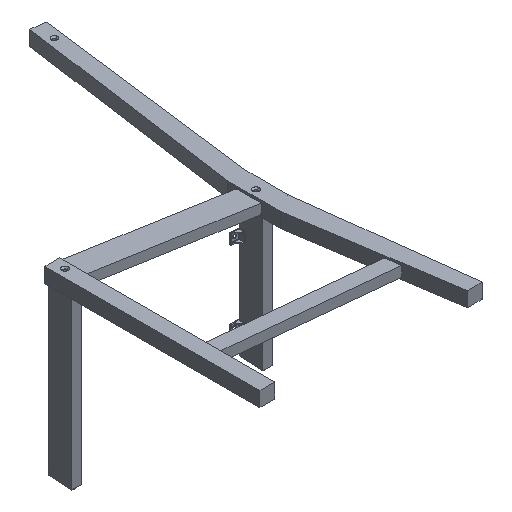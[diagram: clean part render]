
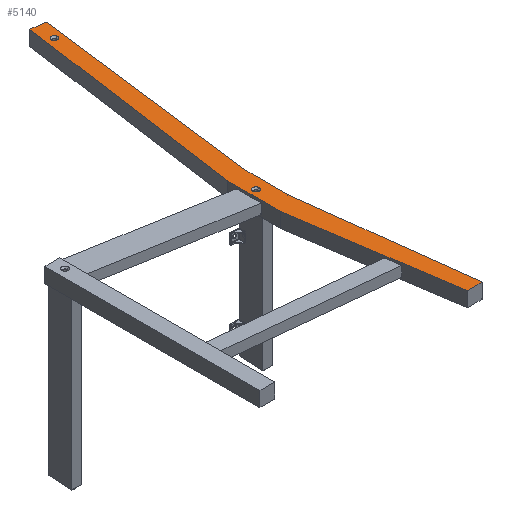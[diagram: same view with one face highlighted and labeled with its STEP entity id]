
A CAD part, isometric view. The second image highlights one B-rep face of the part: STEP entity #5140.
In plain terms, the highlighted planar face has unit normal (0, 0, 1).
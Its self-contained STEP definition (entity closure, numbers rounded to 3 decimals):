
#21 = CARTESIAN_POINT ( 'NONE',  ( 391.534, 435., -20. ) ) ;
#143 = EDGE_CURVE ( 'NONE', #1880, #5157, #2574, .T. ) ;
#236 = VERTEX_POINT ( 'NONE', #1573 ) ;
#329 = DIRECTION ( 'NONE',  ( 0., 0., 1. ) ) ;
#369 = VERTEX_POINT ( 'NONE', #1141 ) ;
#409 = VECTOR ( 'NONE', #5228, 1000. ) ;
#440 = CARTESIAN_POINT ( 'NONE',  ( 449.674, 896.399, -20. ) ) ;
#481 = CARTESIAN_POINT ( 'NONE',  ( 354.534, 435., -20. ) ) ;
#566 = ORIENTED_EDGE ( 'NONE', *, *, #1752, .F. ) ;
#714 = CARTESIAN_POINT ( 'NONE',  ( 391.534, 435., -20. ) ) ;
#894 = ORIENTED_EDGE ( 'NONE', *, *, #1282, .F. ) ;
#908 = ORIENTED_EDGE ( 'NONE', *, *, #1771, .F. ) ;
#965 = VECTOR ( 'NONE', #4446, 1000. ) ;
#970 = CARTESIAN_POINT ( 'NONE',  ( 402.39, 0., -20. ) ) ;
#987 = CARTESIAN_POINT ( 'NONE',  ( 368.205, 391.455, -20. ) ) ;
#996 = EDGE_CURVE ( 'NONE', #3213, #2299, #3444, .T. ) ;
#1005 = VERTEX_POINT ( 'NONE', #714 ) ;
#1016 = DIRECTION ( 'NONE',  ( 0.122, -0.993, 0. ) ) ;
#1024 = DIRECTION ( 'NONE',  ( 0., 0., 1. ) ) ;
#1054 = ORIENTED_EDGE ( 'NONE', *, *, #3782, .F. ) ;
#1083 = AXIS2_PLACEMENT_3D ( 'NONE', #987, #2791, #2827 ) ;
#1107 = EDGE_LOOP ( 'NONE', ( #2590, #1054 ) ) ;
#1135 = ORIENTED_EDGE ( 'NONE', *, *, #1895, .F. ) ;
#1141 = CARTESIAN_POINT ( 'NONE',  ( 419.966, 900.574, -20. ) ) ;
#1221 = DIRECTION ( 'NONE',  ( 1., 0., 0. ) ) ;
#1238 = CARTESIAN_POINT ( 'NONE',  ( 429.349, 860.216, -20. ) ) ;
#1269 = VERTEX_POINT ( 'NONE', #440 ) ;
#1279 = CARTESIAN_POINT ( 'NONE',  ( 419.966, 900.574, -20. ) ) ;
#1282 = EDGE_CURVE ( 'NONE', #1005, #1880, #2316, .T. ) ;
#1290 = CARTESIAN_POINT ( 'NONE',  ( 354.534, 328.013, -20. ) ) ;
#1345 = VERTEX_POINT ( 'NONE', #4047 ) ;
#1392 = LINE ( 'NONE', #21, #965 ) ;
#1421 = DIRECTION ( 'NONE',  ( -1., 0., 0. ) ) ;
#1445 = DIRECTION ( 'NONE',  ( 0., 0., -1. ) ) ;
#1493 = EDGE_CURVE ( 'NONE', #3983, #236, #3568, .T. ) ;
#1573 = CARTESIAN_POINT ( 'NONE',  ( 374.505, 391.455, -20. ) ) ;
#1612 = CARTESIAN_POINT ( 'NONE',  ( 354.534, 328.013, -20. ) ) ;
#1750 = CIRCLE ( 'NONE', #5781, 6.3 ) ;
#1752 = EDGE_CURVE ( 'NONE', #3186, #2134, #5597, .T. ) ;
#1771 = EDGE_CURVE ( 'NONE', #236, #3983, #1750, .T. ) ;
#1880 = VERTEX_POINT ( 'NONE', #3530 ) ;
#1893 = CARTESIAN_POINT ( 'NONE',  ( 450.245, 0., -20. ) ) ;
#1895 = EDGE_CURVE ( 'NONE', #1269, #1005, #1392, .T. ) ;
#1963 = CARTESIAN_POINT ( 'NONE',  ( 434.534, 0., -20. ) ) ;
#1985 = AXIS2_PLACEMENT_3D ( 'NONE', #1238, #2993, #1221 ) ;
#2071 = ORIENTED_EDGE ( 'NONE', *, *, #2505, .F. ) ;
#2078 = CARTESIAN_POINT ( 'NONE',  ( 435.649, 860.216, -20. ) ) ;
#2098 = DIRECTION ( 'NONE',  ( 0., 1., 0. ) ) ;
#2134 = VERTEX_POINT ( 'NONE', #481 ) ;
#2269 = CARTESIAN_POINT ( 'NONE',  ( 391.534, 452.989, -20. ) ) ;
#2299 = VERTEX_POINT ( 'NONE', #2413 ) ;
#2316 = LINE ( 'NONE', #2269, #3361 ) ;
#2413 = CARTESIAN_POINT ( 'NONE',  ( 423.049, 860.216, -20. ) ) ;
#2444 = DIRECTION ( 'NONE',  ( 1., 0., 0. ) ) ;
#2505 = EDGE_CURVE ( 'NONE', #369, #1269, #4178, .T. ) ;
#2560 = CARTESIAN_POINT ( 'NONE',  ( 368.205, 391.455, -20. ) ) ;
#2574 = LINE ( 'NONE', #1963, #5165 ) ;
#2587 = ORIENTED_EDGE ( 'NONE', *, *, #2760, .F. ) ;
#2590 = ORIENTED_EDGE ( 'NONE', *, *, #996, .F. ) ;
#2722 = ORIENTED_EDGE ( 'NONE', *, *, #143, .F. ) ;
#2760 = EDGE_CURVE ( 'NONE', #2134, #369, #4042, .T. ) ;
#2791 = DIRECTION ( 'NONE',  ( 0., 0., 1. ) ) ;
#2827 = DIRECTION ( 'NONE',  ( 1., 0., 0. ) ) ;
#2835 = LINE ( 'NONE', #1290, #3892 ) ;
#2841 = FACE_BOUND ( 'NONE', #4313, .T. ) ;
#2853 = CARTESIAN_POINT ( 'NONE',  ( 449.674, 896.399, -20. ) ) ;
#2947 = CARTESIAN_POINT ( 'NONE',  ( 361.905, 391.455, -20. ) ) ;
#2993 = DIRECTION ( 'NONE',  ( 0., 0., 1. ) ) ;
#3064 = EDGE_LOOP ( 'NONE', ( #4472, #2722, #894, #1135, #2071, #2587, #566, #4184 ) ) ;
#3186 = VERTEX_POINT ( 'NONE', #1612 ) ;
#3213 = VERTEX_POINT ( 'NONE', #2078 ) ;
#3261 = CIRCLE ( 'NONE', #5303, 6.3 ) ;
#3315 = CARTESIAN_POINT ( 'NONE',  ( 429.349, 860.216, -20. ) ) ;
#3361 = VECTOR ( 'NONE', #5375, 1000. ) ;
#3444 = CIRCLE ( 'NONE', #1985, 6.3 ) ;
#3530 = CARTESIAN_POINT ( 'NONE',  ( 391.534, 350.095, -20. ) ) ;
#3568 = CIRCLE ( 'NONE', #1083, 6.3 ) ;
#3586 = EDGE_CURVE ( 'NONE', #5157, #1345, #3604, .T. ) ;
#3604 = LINE ( 'NONE', #970, #4036 ) ;
#3711 = AXIS2_PLACEMENT_3D ( 'NONE', #1893, #1445, #5416 ) ;
#3782 = EDGE_CURVE ( 'NONE', #2299, #3213, #3261, .T. ) ;
#3828 = FACE_OUTER_BOUND ( 'NONE', #3064, .T. ) ;
#3892 = VECTOR ( 'NONE', #4419, 1000. ) ;
#3948 = CARTESIAN_POINT ( 'NONE',  ( 354.534, 452.989, -20. ) ) ;
#3983 = VERTEX_POINT ( 'NONE', #2947 ) ;
#4036 = VECTOR ( 'NONE', #1421, 1000. ) ;
#4042 = LINE ( 'NONE', #1279, #409 ) ;
#4047 = CARTESIAN_POINT ( 'NONE',  ( 404.534, 0., -20. ) ) ;
#4125 = PLANE ( 'NONE',  #3711 ) ;
#4178 = LINE ( 'NONE', #2853, #5096 ) ;
#4184 = ORIENTED_EDGE ( 'NONE', *, *, #5468, .F. ) ;
#4313 = EDGE_LOOP ( 'NONE', ( #908, #4888 ) ) ;
#4419 = DIRECTION ( 'NONE',  ( -0.151, 0.989, 0. ) ) ;
#4446 = DIRECTION ( 'NONE',  ( -0.125, -0.992, 0. ) ) ;
#4472 = ORIENTED_EDGE ( 'NONE', *, *, #3586, .F. ) ;
#4871 = FACE_BOUND ( 'NONE', #1107, .T. ) ;
#4888 = ORIENTED_EDGE ( 'NONE', *, *, #1493, .F. ) ;
#5096 = VECTOR ( 'NONE', #5472, 1000. ) ;
#5111 = VECTOR ( 'NONE', #2098, 1000. ) ;
#5140 = ADVANCED_FACE ( 'NONE', ( #2841, #4871, #3828 ), #4125, .F. ) ;
#5157 = VERTEX_POINT ( 'NONE', #5491 ) ;
#5165 = VECTOR ( 'NONE', #1016, 1000. ) ;
#5228 = DIRECTION ( 'NONE',  ( 0.139, 0.99, 0. ) ) ;
#5267 = DIRECTION ( 'NONE',  ( 1., 0., 0. ) ) ;
#5303 = AXIS2_PLACEMENT_3D ( 'NONE', #3315, #1024, #2444 ) ;
#5375 = DIRECTION ( 'NONE',  ( 0., -1., 0. ) ) ;
#5416 = DIRECTION ( 'NONE',  ( -1., 0., 0. ) ) ;
#5468 = EDGE_CURVE ( 'NONE', #1345, #3186, #2835, .T. ) ;
#5472 = DIRECTION ( 'NONE',  ( 0.99, -0.139, 0. ) ) ;
#5491 = CARTESIAN_POINT ( 'NONE',  ( 434.534, 0., -20. ) ) ;
#5597 = LINE ( 'NONE', #3948, #5111 ) ;
#5781 = AXIS2_PLACEMENT_3D ( 'NONE', #2560, #329, #5267 ) ;
